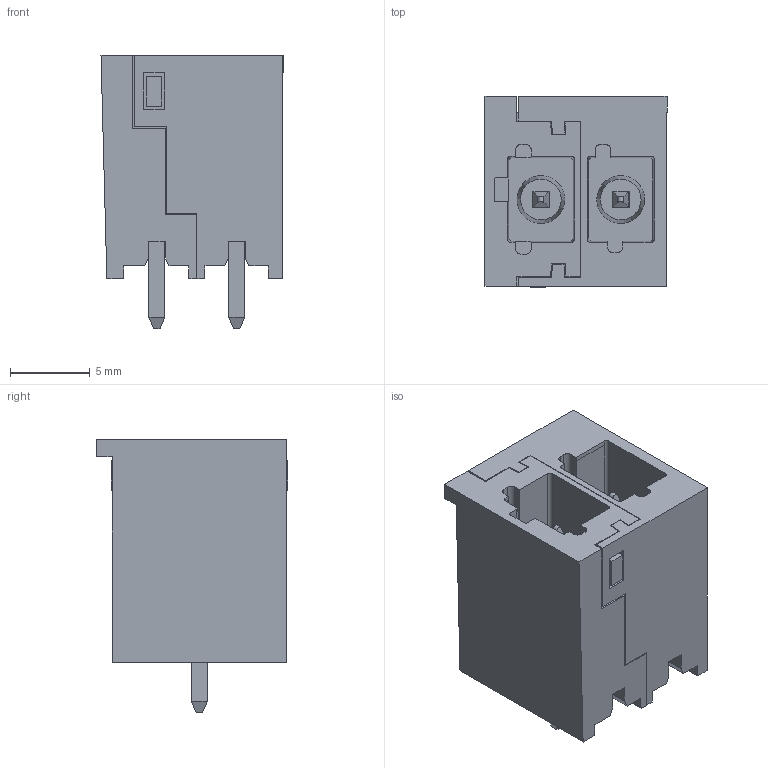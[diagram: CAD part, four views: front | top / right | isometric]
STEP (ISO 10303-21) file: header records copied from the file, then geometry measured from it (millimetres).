
FILE_DESCRIPTION(('CATIA V5 STEP Exchange','CAx-IF Rec.Pracs.--- Model Styling and Organization---1.4--- 2014-01-23'),'2;1');
FILE_NAME ('1327934-3_0_8000072425_8000072425.stp','2022-05-03T10:02:28+00:00',('none'),('Weidmueller'),'CATIA Version 5-6 Release 2016 SP3 HF44','CATIA V5 STEP AP214','none');
FILE_SCHEMA(('AUTOMOTIVE_DESIGN { 1 0 10303 214 1 1 1 1 }'));
Length unit declared in the file: millimetre
Products named in the file (1): 8000072425
Bounding box: 11.4 x 11.98 x 17.15 mm (x, y, z)
Volume: 1196.8 mm3; surface area: 2062.6 mm2
Topology: 4 solids, 4 shells, 212 faces, 585 edges, 384 vertices
Faces by surface type: plane 184, cylinder 24, cone 4
Entity records: 6807 total; most frequent: CARTESIAN_POINT 1394, ORIENTED_EDGE 1170, DIRECTION 993, EDGE_CURVE 585, VECTOR 529, LINE 529, VERTEX_POINT 384, AXIS2_PLACEMENT_3D 253
